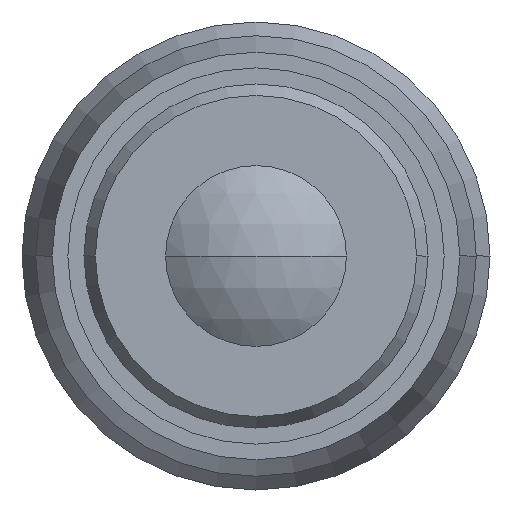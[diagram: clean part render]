
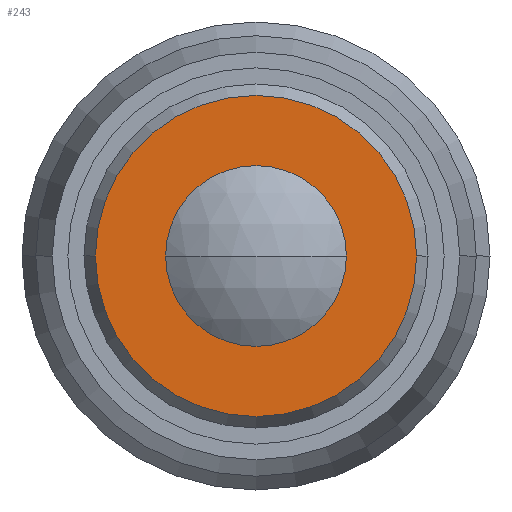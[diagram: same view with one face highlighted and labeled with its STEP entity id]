
A CAD part, left-side view. The second image highlights one B-rep face of the part: STEP entity #243.
In plain terms, the highlighted planar face has unit normal (-1, 0, 0).
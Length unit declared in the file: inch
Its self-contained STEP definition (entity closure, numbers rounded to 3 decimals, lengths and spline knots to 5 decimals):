
#69 = EDGE_CURVE ( 'NONE', #70, #71, #534, .T. ) ;
#70 = VERTEX_POINT ( 'NONE', #530 ) ;
#71 = VERTEX_POINT ( 'NONE', #529 ) ;
#123 = EDGE_CURVE ( 'NONE', #124, #125, #757, .T. ) ;
#124 = VERTEX_POINT ( 'NONE', #753 ) ;
#125 = VERTEX_POINT ( 'NONE', #752 ) ;
#243 = ADVANCED_FACE ( 'NONE', ( #1229, #1228 ), #1265, .T. ) ;
#244 = EDGE_LOOP ( 'NONE', ( #245, #246 ) ) ;
#245 = ORIENTED_EDGE ( 'NONE', *, *, #312, .T. ) ;
#246 = ORIENTED_EDGE ( 'NONE', *, *, #123, .T. ) ;
#247 = EDGE_LOOP ( 'NONE', ( #248, #296 ) ) ;
#248 = ORIENTED_EDGE ( 'NONE', *, *, #69, .F. ) ;
#296 = ORIENTED_EDGE ( 'NONE', *, *, #297, .F. ) ;
#297 = EDGE_CURVE ( 'NONE', #71, #70, #1368, .T. ) ;
#312 = EDGE_CURVE ( 'NONE', #125, #124, #1440, .T. ) ;
#529 = CARTESIAN_POINT ( 'NONE',  ( 0.69, 0.0985, 0. ) ) ;
#530 = CARTESIAN_POINT ( 'NONE',  ( 0.69, -0.0985, 0. ) ) ;
#531 = DIRECTION ( 'NONE',  ( 0., -1., 0. ) ) ;
#532 = DIRECTION ( 'NONE',  ( -1., 0., 0. ) ) ;
#533 = AXIS2_PLACEMENT_3D ( 'NONE', #539, #532, #531 ) ;
#534 = CIRCLE ( 'NONE', #533, 0.0985 ) ;
#539 = CARTESIAN_POINT ( 'NONE',  ( 0.69, 0., 0. ) ) ;
#752 = CARTESIAN_POINT ( 'NONE',  ( 0.69, 0.175, 0. ) ) ;
#753 = CARTESIAN_POINT ( 'NONE',  ( 0.69, -0.175, 0. ) ) ;
#754 = DIRECTION ( 'NONE',  ( 0., -1., 0. ) ) ;
#755 = DIRECTION ( 'NONE',  ( -1., 0., 0. ) ) ;
#756 = AXIS2_PLACEMENT_3D ( 'NONE', #762, #755, #754 ) ;
#757 = CIRCLE ( 'NONE', #756, 0.175 ) ;
#762 = CARTESIAN_POINT ( 'NONE',  ( 0.69, 0., 0. ) ) ;
#1228 = FACE_BOUND ( 'NONE', #247, .T. ) ;
#1229 = FACE_OUTER_BOUND ( 'NONE', #244, .T. ) ;
#1261 = DIRECTION ( 'NONE',  ( 0., -1., 0. ) ) ;
#1262 = DIRECTION ( 'NONE',  ( -1., 0., 0. ) ) ;
#1263 = CARTESIAN_POINT ( 'NONE',  ( 0.69, -1.83422, 0. ) ) ;
#1264 = AXIS2_PLACEMENT_3D ( 'NONE', #1263, #1262, #1261 ) ;
#1265 = PLANE ( 'NONE',  #1264 ) ;
#1364 = DIRECTION ( 'NONE',  ( 0., -1., 0. ) ) ;
#1365 = DIRECTION ( 'NONE',  ( -1., 0., 0. ) ) ;
#1366 = CARTESIAN_POINT ( 'NONE',  ( 0.69, 0., 0. ) ) ;
#1367 = AXIS2_PLACEMENT_3D ( 'NONE', #1366, #1365, #1364 ) ;
#1368 = CIRCLE ( 'NONE', #1367, 0.0985 ) ;
#1437 = DIRECTION ( 'NONE',  ( 0., -1., 0. ) ) ;
#1438 = DIRECTION ( 'NONE',  ( -1., 0., 0. ) ) ;
#1439 = AXIS2_PLACEMENT_3D ( 'NONE', #1445, #1438, #1437 ) ;
#1440 = CIRCLE ( 'NONE', #1439, 0.175 ) ;
#1445 = CARTESIAN_POINT ( 'NONE',  ( 0.69, 0., 0. ) ) ;
